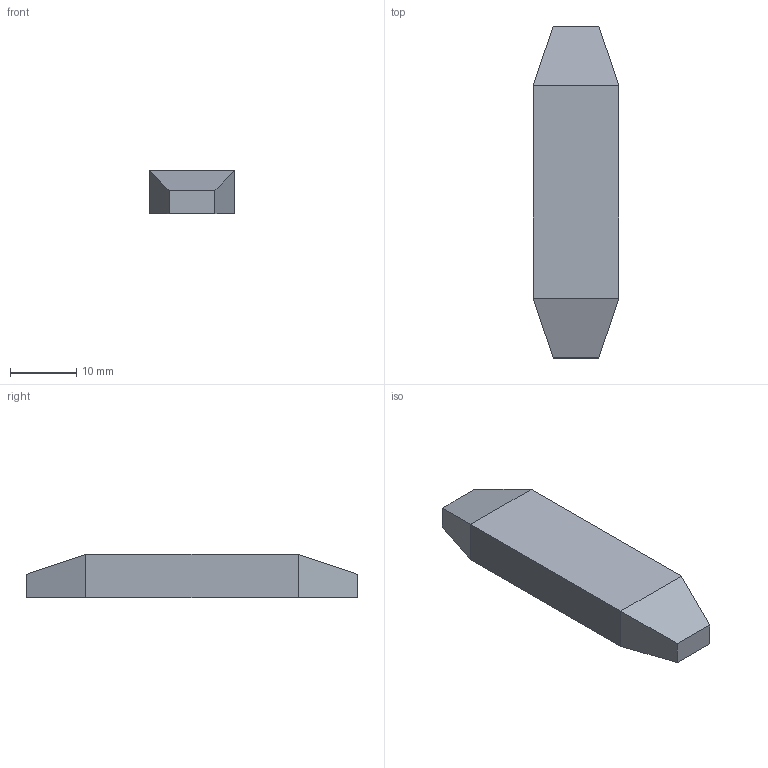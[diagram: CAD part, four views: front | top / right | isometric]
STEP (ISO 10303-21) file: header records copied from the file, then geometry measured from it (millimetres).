
FILE_DESCRIPTION(/* description */ (''),/* implementation_level */ '2;1');
FILE_NAME(/* name */ 'Ikea Schienen Verbinder v7.stp',/* time_stamp */ '2022-09-22T11:50:43+02:00',/* author */ (''),/* organization */ (''),/* preprocessor_version */ 'ST-DEVELOPER v19',/* originating_system */ 'Autodesk Translation Framework v11.7.0.108',/* authorisation */ '');
FILE_SCHEMA (('AUTOMOTIVE_DESIGN { 1 0 10303 214 3 1 1 }'));
Length unit declared in the file: millimetre
Products named in the file (1): Ikea Schienen Verbinder
Bounding box: 12.9 x 50 x 6.5 mm (x, y, z)
Volume: 3601.2 mm3; surface area: 1845.7 mm2
Topology: 1 solids, 1 shells, 12 faces, 26 edges, 16 vertices
Faces by surface type: plane 12
Entity records: 351 total; most frequent: CARTESIAN_POINT 55, ORIENTED_EDGE 52, DIRECTION 52, LINE 26, VECTOR 26, EDGE_CURVE 26, VERTEX_POINT 16, AXIS2_PLACEMENT_3D 13
